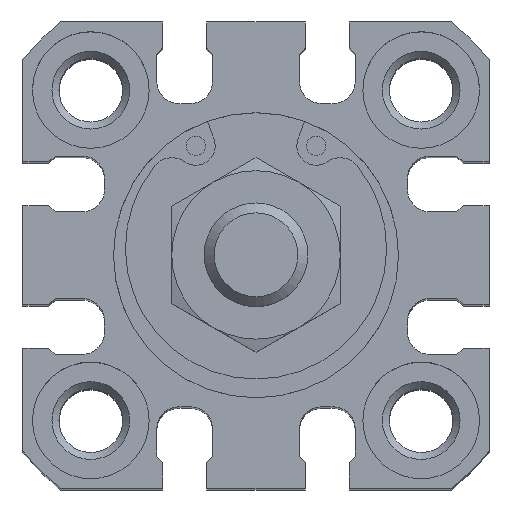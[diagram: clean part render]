
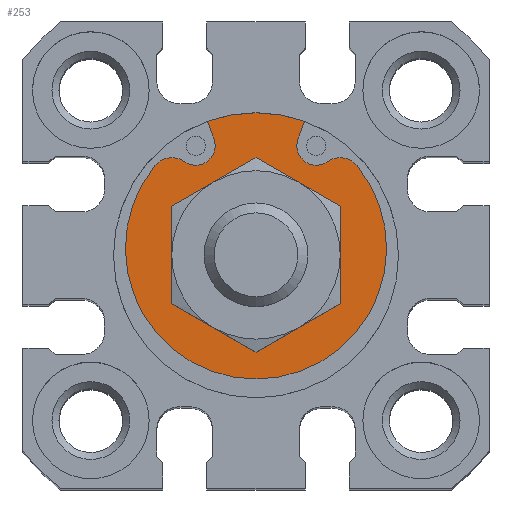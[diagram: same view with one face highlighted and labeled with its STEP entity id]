
A CAD part, top view. The second image highlights one B-rep face of the part: STEP entity #253.
In plain terms, the highlighted planar face has unit normal (0, 0, 1).
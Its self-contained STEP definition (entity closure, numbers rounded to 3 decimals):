
#253 = ADVANCED_FACE( '', ( #549, #550 ), #551, .T. );
#549 = FACE_BOUND( '', #1033, .T. );
#550 = FACE_OUTER_BOUND( '', #1034, .T. );
#551 = PLANE( '', #1035 );
#1033 = EDGE_LOOP( '', ( #1802 ) );
#1034 = EDGE_LOOP( '', ( #1803, #1804, #1805, #1806, #1807, #1808, #1809, #1810 ) );
#1035 = AXIS2_PLACEMENT_3D( '', #1811, #1812, #1813 );
#1802 = ORIENTED_EDGE( '', *, *, #3052, .F. );
#1803 = ORIENTED_EDGE( '', *, *, #3053, .T. );
#1804 = ORIENTED_EDGE( '', *, *, #3054, .F. );
#1805 = ORIENTED_EDGE( '', *, *, #3055, .F. );
#1806 = ORIENTED_EDGE( '', *, *, #3056, .T. );
#1807 = ORIENTED_EDGE( '', *, *, #3057, .T. );
#1808 = ORIENTED_EDGE( '', *, *, #3058, .T. );
#1809 = ORIENTED_EDGE( '', *, *, #3059, .F. );
#1810 = ORIENTED_EDGE( '', *, *, #3060, .F. );
#1811 = CARTESIAN_POINT( '', ( 0., 0., 66.85 ) );
#1812 = DIRECTION( '', ( 0., 0., 1. ) );
#1813 = DIRECTION( '', ( 1., 0., 0. ) );
#3052 = EDGE_CURVE( '', #3699, #3699, #3700, .T. );
#3053 = EDGE_CURVE( '', #3701, #3702, #3703, .T. );
#3054 = EDGE_CURVE( '', #3704, #3702, #3705, .T. );
#3055 = EDGE_CURVE( '', #3706, #3704, #3707, .T. );
#3056 = EDGE_CURVE( '', #3706, #3708, #3709, .T. );
#3057 = EDGE_CURVE( '', #3708, #3710, #3711, .T. );
#3058 = EDGE_CURVE( '', #3710, #3712, #3713, .T. );
#3059 = EDGE_CURVE( '', #3714, #3712, #3715, .T. );
#3060 = EDGE_CURVE( '', #3701, #3714, #3716, .T. );
#3699 = VERTEX_POINT( '', #4568 );
#3700 = CIRCLE( '', #4569, 6. );
#3701 = VERTEX_POINT( '', #4570 );
#3702 = VERTEX_POINT( '', #4571 );
#3703 = CIRCLE( '', #4572, 11. );
#3704 = VERTEX_POINT( '', #4573 );
#3705 = LINE( '', #4574, #4575 );
#3706 = VERTEX_POINT( '', #4576 );
#3707 = CIRCLE( '', #4577, 1.5 );
#3708 = VERTEX_POINT( '', #4578 );
#3709 = CIRCLE( '', #4579, 1.7 );
#3710 = VERTEX_POINT( '', #4580 );
#3711 = CIRCLE( '', #4581, 10.08 );
#3712 = VERTEX_POINT( '', #4582 );
#3713 = CIRCLE( '', #4583, 1.7 );
#3714 = VERTEX_POINT( '', #4584 );
#3715 = CIRCLE( '', #4585, 1.5 );
#3716 = LINE( '', #4586, #4587 );
#4568 = CARTESIAN_POINT( '', ( 6., 0., 66.85 ) );
#4569 = AXIS2_PLACEMENT_3D( '', #5463, #5464, #5465 );
#4570 = CARTESIAN_POINT( '', ( 3.74, 10.345, 66.85 ) );
#4571 = CARTESIAN_POINT( '', ( -3.74, 10.345, 66.85 ) );
#4572 = AXIS2_PLACEMENT_3D( '', #5466, #5467, #5468 );
#4573 = CARTESIAN_POINT( '', ( -3.239, 8.96, 66.85 ) );
#4574 = CARTESIAN_POINT( '', ( -3.239, 8.96, 66.85 ) );
#4575 = VECTOR( '', #5469, 1000. );
#4576 = CARTESIAN_POINT( '', ( -5.512, 7.223, 66.85 ) );
#4577 = AXIS2_PLACEMENT_3D( '', #5470, #5471, #5472 );
#4578 = CARTESIAN_POINT( '', ( -7.806, 6.907, 66.85 ) );
#4579 = AXIS2_PLACEMENT_3D( '', #5473, #5474, #5475 );
#4580 = CARTESIAN_POINT( '', ( 7.806, 6.907, 66.85 ) );
#4581 = AXIS2_PLACEMENT_3D( '', #5476, #5477, #5478 );
#4582 = CARTESIAN_POINT( '', ( 5.512, 7.223, 66.85 ) );
#4583 = AXIS2_PLACEMENT_3D( '', #5479, #5480, #5481 );
#4584 = CARTESIAN_POINT( '', ( 3.239, 8.96, 66.85 ) );
#4585 = AXIS2_PLACEMENT_3D( '', #5482, #5483, #5484 );
#4586 = CARTESIAN_POINT( '', ( 3.74, 10.345, 66.85 ) );
#4587 = VECTOR( '', #5485, 1000. );
#5463 = CARTESIAN_POINT( '', ( 0., 0., 66.85 ) );
#5464 = DIRECTION( '', ( 0., 0., 1. ) );
#5465 = DIRECTION( '', ( 1., 0., 0. ) );
#5466 = CARTESIAN_POINT( '', ( 0., 0., 66.85 ) );
#5467 = DIRECTION( '', ( 0., 0., 1. ) );
#5468 = DIRECTION( '', ( 1., 0., 0. ) );
#5469 = DIRECTION( '', ( -0.34, 0.94, 0. ) );
#5470 = CARTESIAN_POINT( '', ( -4.65, 8.45, 66.85 ) );
#5471 = DIRECTION( '', ( 0., 0., 1. ) );
#5472 = DIRECTION( '', ( 1., 0., 0. ) );
#5473 = CARTESIAN_POINT( '', ( -6.49, 5.832, 66.85 ) );
#5474 = DIRECTION( '', ( 0., 0., 1. ) );
#5475 = DIRECTION( '', ( 1., 0., 0. ) );
#5476 = CARTESIAN_POINT( '', ( 0., 0.53, 66.85 ) );
#5477 = DIRECTION( '', ( 0., 0., 1. ) );
#5478 = DIRECTION( '', ( 1., 0., 0. ) );
#5479 = CARTESIAN_POINT( '', ( 6.49, 5.832, 66.85 ) );
#5480 = DIRECTION( '', ( 0., 0., 1. ) );
#5481 = DIRECTION( '', ( 1., 0., 0. ) );
#5482 = CARTESIAN_POINT( '', ( 4.65, 8.45, 66.85 ) );
#5483 = DIRECTION( '', ( 0., 0., 1. ) );
#5484 = DIRECTION( '', ( 1., 0., 0. ) );
#5485 = DIRECTION( '', ( -0.34, -0.94, 0. ) );
